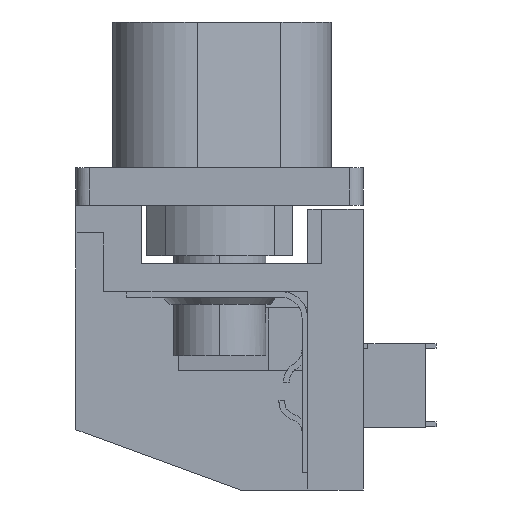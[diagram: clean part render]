
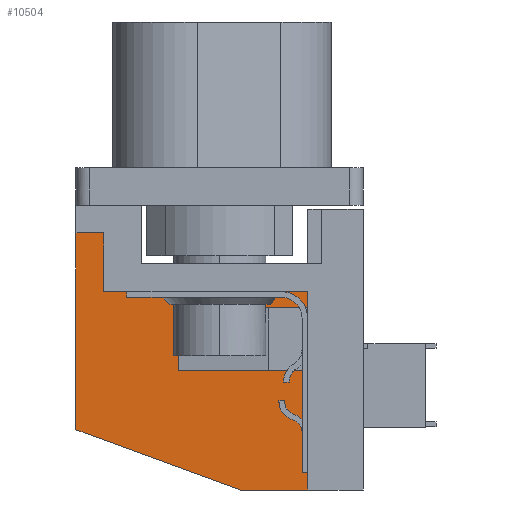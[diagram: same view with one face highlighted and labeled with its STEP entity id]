
A CAD part, left-side view. The second image highlights one B-rep face of the part: STEP entity #10504.
In plain terms, the highlighted planar face has unit normal (-1, 0, 0).
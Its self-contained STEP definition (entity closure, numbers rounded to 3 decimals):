
#1406=DIRECTION('',(0.,-1.,0.));
#1407=VECTOR('',#1406,7.074);
#1408=CARTESIAN_POINT('',(-17.717,2.248,-15.418));
#1409=LINE('',#1408,#1407);
#1410=DIRECTION('',(0.,0.,-1.));
#1411=VECTOR('',#1410,3.429);
#1412=CARTESIAN_POINT('',(-17.717,2.248,-15.418));
#1413=LINE('',#1412,#1411);
#1414=DIRECTION('',(0.,-1.,0.));
#1415=VECTOR('',#1414,7.074);
#1416=CARTESIAN_POINT('',(-17.717,2.248,-18.847));
#1417=LINE('',#1416,#1415);
#1418=DIRECTION('',(0.,0.,1.));
#1419=VECTOR('',#1418,6.553);
#1420=CARTESIAN_POINT('',(-17.717,-4.826,-25.4));
#1421=LINE('',#1420,#1419);
#1422=DIRECTION('',(0.,1.,0.));
#1423=VECTOR('',#1422,1.524);
#1424=CARTESIAN_POINT('',(-17.717,6.35,-11.303));
#1425=LINE('',#1424,#1423);
#1426=DIRECTION('',(0.,0.,1.));
#1427=VECTOR('',#1426,3.226);
#1428=CARTESIAN_POINT('',(-17.717,6.35,-14.529));
#1429=LINE('',#1428,#1427);
#1430=DIRECTION('',(0.,1.,0.));
#1431=VECTOR('',#1430,11.176);
#1432=CARTESIAN_POINT('',(-17.717,-4.826,-14.529));
#1433=LINE('',#1432,#1431);
#1434=DIRECTION('',(0.,0.,1.));
#1435=VECTOR('',#1434,0.889);
#1436=CARTESIAN_POINT('',(-17.717,-4.826,-15.418));
#1437=LINE('',#1436,#1435);
#3526=DIRECTION('',(0.,1.,0.));
#3527=VECTOR('',#3526,3.683);
#3528=CARTESIAN_POINT('',(-17.717,-4.826,-25.4));
#3529=LINE('',#3528,#3527);
#5374=DIRECTION('',(0.,0.939,0.344));
#5375=VECTOR('',#5374,9.603);
#5376=CARTESIAN_POINT('',(-17.717,-1.143,-25.4));
#5377=LINE('',#5376,#5375);
#5386=DIRECTION('',(0.,0.,-1.));
#5387=VECTOR('',#5386,10.795);
#5388=CARTESIAN_POINT('',(-17.717,7.874,-11.303));
#5389=LINE('',#5388,#5387);
#6788=CARTESIAN_POINT('',(-17.717,7.874,-11.303));
#6789=CARTESIAN_POINT('',(-17.717,7.874,-22.098));
#6790=VERTEX_POINT('',#6788);
#6791=VERTEX_POINT('',#6789);
#6792=CARTESIAN_POINT('',(-17.717,-1.143,-25.4));
#6793=VERTEX_POINT('',#6792);
#6794=CARTESIAN_POINT('',(-17.717,-4.826,-25.4));
#6795=VERTEX_POINT('',#6794);
#6848=CARTESIAN_POINT('',(-17.717,2.248,-15.418));
#6849=CARTESIAN_POINT('',(-17.717,-4.826,-15.418));
#6850=VERTEX_POINT('',#6848);
#6851=VERTEX_POINT('',#6849);
#6852=CARTESIAN_POINT('',(-17.717,2.248,-18.847));
#6853=CARTESIAN_POINT('',(-17.717,-4.826,-18.847));
#6854=VERTEX_POINT('',#6852);
#6855=VERTEX_POINT('',#6853);
#8002=CARTESIAN_POINT('',(-17.717,-4.826,-14.529));
#8003=CARTESIAN_POINT('',(-17.717,6.35,-14.529));
#8004=VERTEX_POINT('',#8002);
#8005=VERTEX_POINT('',#8003);
#8006=CARTESIAN_POINT('',(-17.717,6.35,-11.303));
#8007=VERTEX_POINT('',#8006);
#10478=CARTESIAN_POINT('',(-17.717,0.,0.));
#10479=DIRECTION('',(-1.,0.,0.));
#10480=DIRECTION('',(0.,0.,1.));
#10481=AXIS2_PLACEMENT_3D('',#10478,#10479,#10480);
#10482=PLANE('',#10481);
#10484=ORIENTED_EDGE('',*,*,#10483,.F.);
#10486=ORIENTED_EDGE('',*,*,#10485,.T.);
#10488=ORIENTED_EDGE('',*,*,#10487,.T.);
#10489=ORIENTED_EDGE('',*,*,#10404,.F.);
#10491=ORIENTED_EDGE('',*,*,#10490,.T.);
#10493=ORIENTED_EDGE('',*,*,#10492,.T.);
#10495=ORIENTED_EDGE('',*,*,#10494,.F.);
#10497=ORIENTED_EDGE('',*,*,#10496,.F.);
#10499=ORIENTED_EDGE('',*,*,#10498,.F.);
#10500=ORIENTED_EDGE('',*,*,#10452,.F.);
#10501=ORIENTED_EDGE('',*,*,#10412,.F.);
#10502=EDGE_LOOP('',(#10484,#10486,#10488,#10489,#10491,#10493,#10495,#10497,
#10499,#10500,#10501));
#10503=FACE_OUTER_BOUND('',#10502,.F.);
#10504=ADVANCED_FACE('',(#10503),#10482,.T.);
#10404=EDGE_CURVE('',#6795,#6855,#1421,.T.);
#10412=EDGE_CURVE('',#6851,#8004,#1437,.T.);
#10452=EDGE_CURVE('',#8004,#8005,#1433,.T.);
#10483=EDGE_CURVE('',#6850,#6851,#1409,.T.);
#10485=EDGE_CURVE('',#6850,#6854,#1413,.T.);
#10487=EDGE_CURVE('',#6854,#6855,#1417,.T.);
#10490=EDGE_CURVE('',#6795,#6793,#3529,.T.);
#10492=EDGE_CURVE('',#6793,#6791,#5377,.T.);
#10494=EDGE_CURVE('',#6790,#6791,#5389,.T.);
#10496=EDGE_CURVE('',#8007,#6790,#1425,.T.);
#10498=EDGE_CURVE('',#8005,#8007,#1429,.T.);
